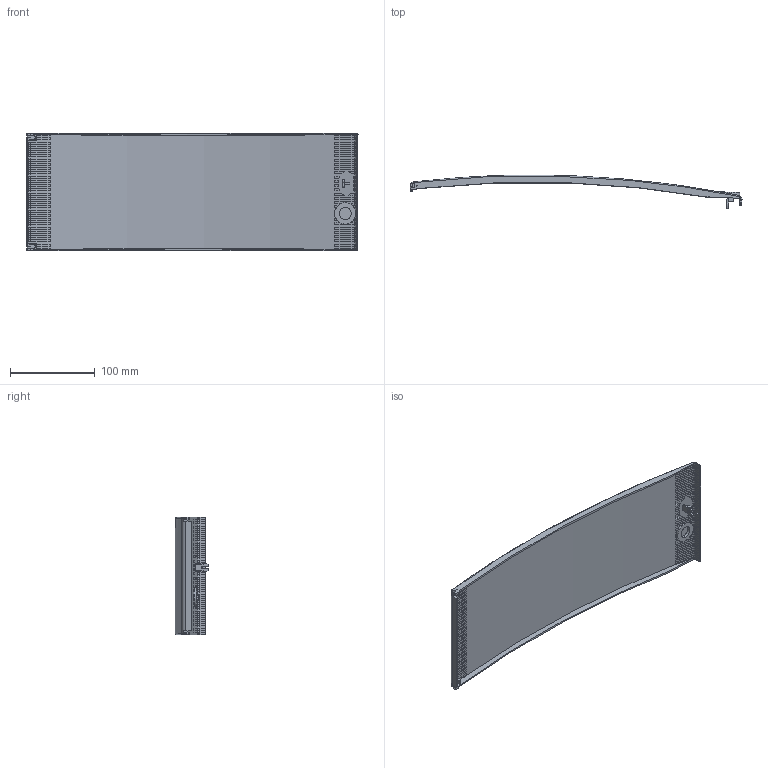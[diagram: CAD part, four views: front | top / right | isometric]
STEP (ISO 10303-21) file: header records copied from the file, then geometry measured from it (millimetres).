
FILE_DESCRIPTION((''),'2;1');
FILE_NAME('ECM_12_PT_ASM','2023-12-13T14:03:28',('klemen.sitar'),('Audax d.o.o.'),'CREO PARAMETRIC BY PTC INC, 2021304','CREO PARAMETRIC BY PTC INC, 2021304','');
FILE_SCHEMA(('AP242_MANAGED_MODEL_BASED_3D_ENGINEERING_MIM_LF { 1 0 10303 442 1 1 4 }'));
Length unit declared in the file: millimetre
Products named in the file (5): VRATA_U18-C_1; U18C_1_ASM_1_ASM; U18C_ASM_1_ASM; ECM_18_PT_ASM; ECM_12_PT_ASM
Assembly tree (4 placements, depth 5):
  ECM_12_PT_ASM
    ECM_18_PT_ASM
      U18C_ASM_1_ASM
        U18C_1_ASM_1_ASM
          VRATA_U18-C_1
Bounding box: 390.76 x 39.7 x 138.47 mm (x, y, z)
Volume: 125099.6 mm3; surface area: 127003.6 mm2
Topology: 1 solids, 1 shells, 607 faces, 1780 edges, 1186 vertices
Faces by surface type: plane 370, cylinder 215, cone 16, torus 6
Entity records: 30579 total; most frequent: CARTESIAN_POINT 4120, ORIENTED_EDGE 3560, DIRECTION 3445, PRESENTATION_STYLE_ASSIGNMENT 2388, STYLED_ITEM 2388, CURVE_STYLE 1780, EDGE_CURVE 1780, VERTEX_POINT 1186
